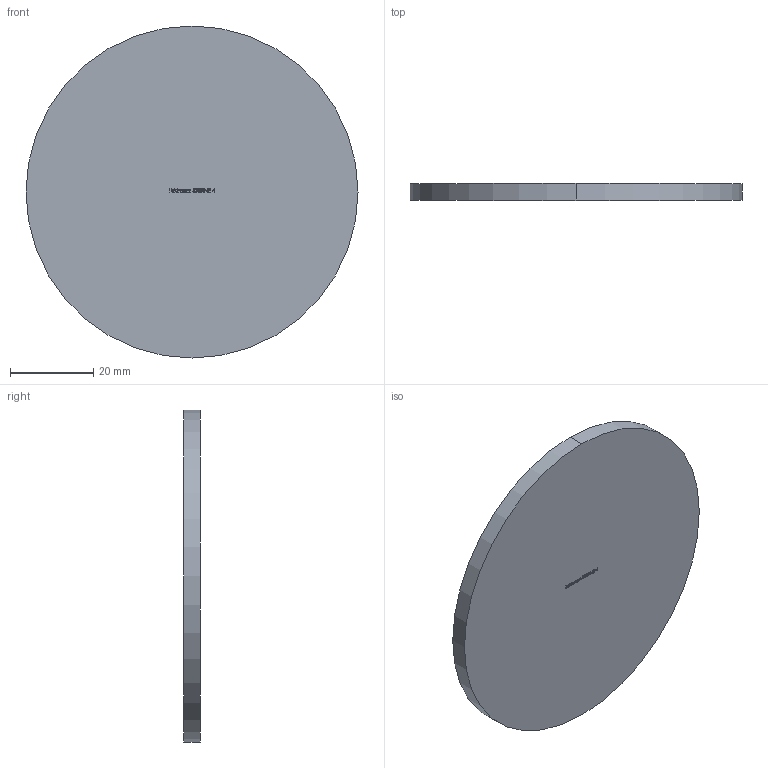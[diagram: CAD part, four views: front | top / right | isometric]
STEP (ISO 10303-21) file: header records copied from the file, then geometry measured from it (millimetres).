
FILE_DESCRIPTION (( 'STEP AP203' ), '1' );
FILE_NAME ('53080-ST-4.step', '2019-04-03T11:39:35', ( '' ), ( '' ), 'SwSTEP 2.0', 'SolidWorks 2015', '' );
FILE_SCHEMA (( 'CONFIG_CONTROL_DESIGN' ));
Length unit declared in the file: millimetre
Products named in the file (1): 53080-ST-4
Bounding box: 80 x 4 x 80 mm (x, y, z)
Volume: 20106 mm3; surface area: 11064.3 mm2
Topology: 1 solids, 1 shells, 244 faces, 648 edges, 432 vertices
Faces by surface type: plane 122, bspline 120, cylinder 2
Entity records: 13973 total; most frequent: CARTESIAN_POINT 8645, ORIENTED_EDGE 1296, DIRECTION 662, EDGE_CURVE 648, VERTEX_POINT 432, VECTOR 404, LINE 404, EDGE_LOOP 270
